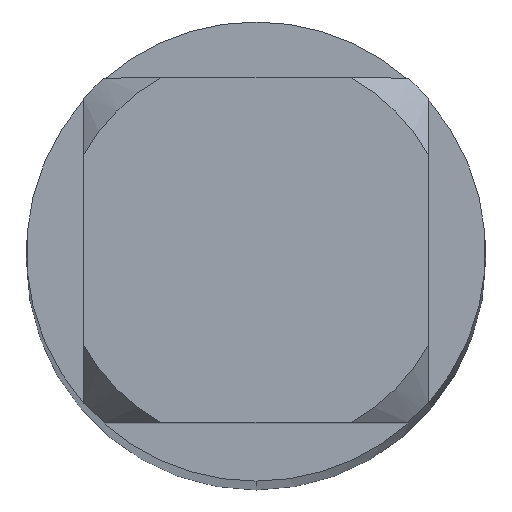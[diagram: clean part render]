
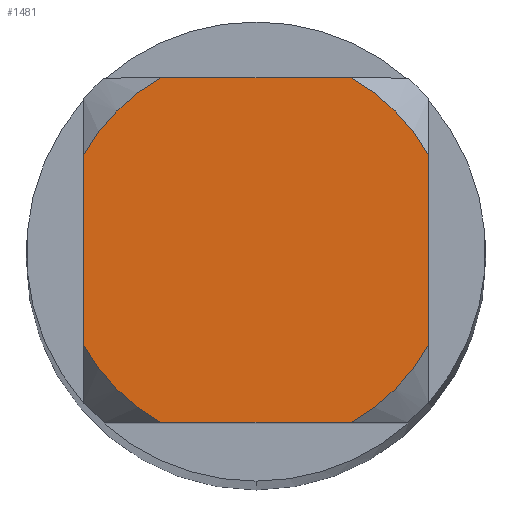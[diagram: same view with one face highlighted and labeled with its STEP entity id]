
A CAD part, top view. The second image highlights one B-rep face of the part: STEP entity #1481.
In plain terms, the highlighted planar face has unit normal (0, 0, 1).
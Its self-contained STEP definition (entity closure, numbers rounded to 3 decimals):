
#1481=ADVANCED_FACE('',(#4335),#4336,.T.);
#1609=VERTEX_POINT('',#4476);
#1807=EDGE_CURVE('',#1973,#3033,#4690,.T.);
#1973=VERTEX_POINT('',#4871);
#2579=EDGE_CURVE('',#2799,#2677,#5535,.T.);
#2677=VERTEX_POINT('',#5637);
#2799=VERTEX_POINT('',#5769);
#2861=EDGE_CURVE('',#1973,#1609,#5837,.T.);
#3033=VERTEX_POINT('',#6020);
#3477=VERTEX_POINT('',#6506);
#3517=EDGE_CURVE('',#2799,#3033,#6551,.T.);
#3549=EDGE_CURVE('',#3477,#2677,#6585,.T.);
#3559=EDGE_CURVE('',#3477,#3921,#6596,.T.);
#3663=VERTEX_POINT('',#6705);
#3783=EDGE_CURVE('',#3663,#1609,#6833,.T.);
#3921=VERTEX_POINT('',#6983);
#4035=EDGE_CURVE('',#3663,#3921,#7105,.T.);
#4335=FACE_OUTER_BOUND('',#7459,.T.);
#4336=PLANE('',#7460);
#4476=CARTESIAN_POINT('',(-0.581,1.05,0.0));
#4690=CIRCLE('',#9062,1.2);
#4871=CARTESIAN_POINT('',(0.581,1.05,0.0));
#5535=CIRCLE('',#11733,1.2);
#5637=CARTESIAN_POINT('',(0.581,-1.05,0.0));
#5769=CARTESIAN_POINT('',(1.05,-0.581,0.0));
#5837=LINE('',#12612,#12613);
#6020=CARTESIAN_POINT('',(1.05,0.581,0.0));
#6506=CARTESIAN_POINT('',(-0.581,-1.05,0.0));
#6551=LINE('',#15096,#15097);
#6585=LINE('',#15210,#15211);
#6596=CIRCLE('',#15358,1.2);
#6705=CARTESIAN_POINT('',(-1.05,0.581,0.0));
#6833=CIRCLE('',#16115,1.2);
#6983=CARTESIAN_POINT('',(-1.05,-0.581,0.0));
#7105=LINE('',#16890,#16891);
#7459=EDGE_LOOP('',(#18022,#18023,#18024,#18025,#18026,#18027,#18028,#18029));
#7460=AXIS2_PLACEMENT_3D('',#18030,#18031,#18032);
#9062=AXIS2_PLACEMENT_3D('',#18498,#18499,#18500);
#11733=AXIS2_PLACEMENT_3D('',#19471,#19472,#19473);
#12612=CARTESIAN_POINT('',(0.0,1.05,0.0));
#12613=VECTOR('',#19733,1.0);
#15096=CARTESIAN_POINT('',(1.05,0.3,0.0));
#15097=VECTOR('',#20437,1.0);
#15210=CARTESIAN_POINT('',(0.0,-1.05,0.0));
#15211=VECTOR('',#20462,1.0);
#15358=AXIS2_PLACEMENT_3D('',#20468,#20469,#20470);
#16115=AXIS2_PLACEMENT_3D('',#20655,#20656,#20657);
#16890=CARTESIAN_POINT('',(-1.05,0.3,0.0));
#16891=VECTOR('',#20907,1.0);
#18022=ORIENTED_EDGE('',*,*,#4035,.T.);
#18023=ORIENTED_EDGE('',*,*,#3559,.F.);
#18024=ORIENTED_EDGE('',*,*,#3549,.T.);
#18025=ORIENTED_EDGE('',*,*,#2579,.F.);
#18026=ORIENTED_EDGE('',*,*,#3517,.T.);
#18027=ORIENTED_EDGE('',*,*,#1807,.F.);
#18028=ORIENTED_EDGE('',*,*,#2861,.T.);
#18029=ORIENTED_EDGE('',*,*,#3783,.F.);
#18030=CARTESIAN_POINT('',(0.0,0.6,0.0));
#18031=DIRECTION('',(-0.0,0.0,1.0));
#18032=DIRECTION('',(0.0,-1.0,0.0));
#18498=CARTESIAN_POINT('',(0.0,0.0,0.0));
#18499=DIRECTION('',(0.0,0.0,-1.0));
#18500=DIRECTION('',(0.0,1.0,0.0));
#19471=CARTESIAN_POINT('',(0.0,0.0,0.0));
#19472=DIRECTION('',(0.0,0.0,-1.0));
#19473=DIRECTION('',(0.0,1.0,0.0));
#19733=DIRECTION('',(-1.0,0.0,0.0));
#20437=DIRECTION('',(-0.0,1.0,0.0));
#20462=DIRECTION('',(1.0,0.0,0.0));
#20468=CARTESIAN_POINT('',(0.0,0.0,0.0));
#20469=DIRECTION('',(0.0,0.0,-1.0));
#20470=DIRECTION('',(0.0,1.0,0.0));
#20655=CARTESIAN_POINT('',(0.0,0.0,0.0));
#20656=DIRECTION('',(0.0,0.0,-1.0));
#20657=DIRECTION('',(0.0,1.0,0.0));
#20907=DIRECTION('',(-0.0,-1.0,0.0));
